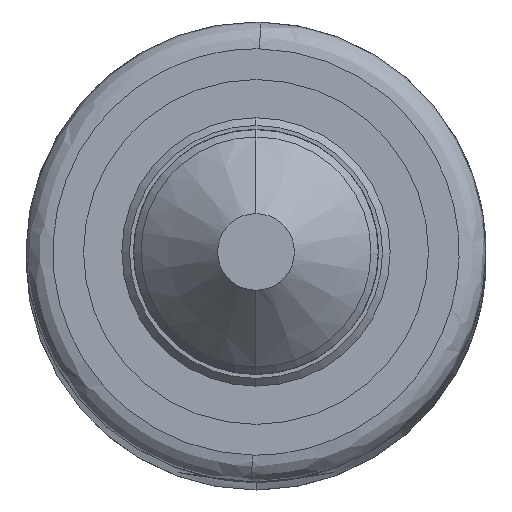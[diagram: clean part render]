
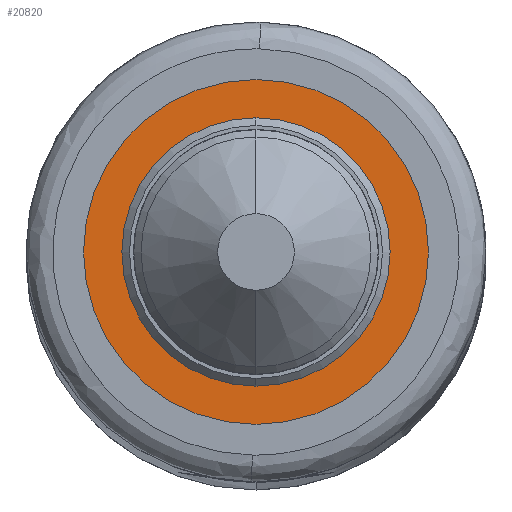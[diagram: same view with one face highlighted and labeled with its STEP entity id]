
A CAD part, left-side view. The second image highlights one B-rep face of the part: STEP entity #20820.
In plain terms, the highlighted face is planar.
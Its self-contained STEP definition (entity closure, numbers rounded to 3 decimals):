
#1828 = AXIS2_PLACEMENT_3D ( 'NONE', #23398, #27914, #14505 ) ;
#2771 = CARTESIAN_POINT ( 'NONE',  ( -14., 0., 1.75 ) ) ;
#2838 = DIRECTION ( 'NONE',  ( 1., 0., 0. ) ) ;
#3424 = FACE_BOUND ( 'NONE', #25129, .T. ) ;
#4839 = FACE_OUTER_BOUND ( 'NONE', #19089, .T. ) ;
#5552 = PLANE ( 'NONE',  #1828 ) ;
#5730 = CIRCLE ( 'NONE', #19560, 2.25 ) ;
#5899 = ORIENTED_EDGE ( 'NONE', *, *, #8344, .F. ) ;
#6161 = CARTESIAN_POINT ( 'NONE',  ( -14., 0., 0. ) ) ;
#6673 = CARTESIAN_POINT ( 'NONE',  ( -14., 0., -2.25 ) ) ;
#7354 = VERTEX_POINT ( 'NONE', #2771 ) ;
#7433 = DIRECTION ( 'NONE',  ( 1., 0., 0. ) ) ;
#8344 = EDGE_CURVE ( 'NONE', #7354, #21062, #10303, .T. ) ;
#8405 = DIRECTION ( 'NONE',  ( 0., 0., -1. ) ) ;
#9037 = AXIS2_PLACEMENT_3D ( 'NONE', #16225, #2838, #18467 ) ;
#9155 = AXIS2_PLACEMENT_3D ( 'NONE', #6161, #21769, #8405 ) ;
#9480 = DIRECTION ( 'NONE',  ( 1., 0., 0. ) ) ;
#10303 = CIRCLE ( 'NONE', #12812, 1.75 ) ;
#10595 = EDGE_CURVE ( 'NONE', #15574, #11631, #18553, .T. ) ;
#10996 = CARTESIAN_POINT ( 'NONE',  ( -14., 0., -1.75 ) ) ;
#11631 = VERTEX_POINT ( 'NONE', #6673 ) ;
#12812 = AXIS2_PLACEMENT_3D ( 'NONE', #22820, #9480, #25062 ) ;
#14505 = DIRECTION ( 'NONE',  ( 0., 0., -1. ) ) ;
#14677 = CIRCLE ( 'NONE', #9037, 1.75 ) ;
#15574 = VERTEX_POINT ( 'NONE', #27220 ) ;
#16225 = CARTESIAN_POINT ( 'NONE',  ( -14., 0., 0. ) ) ;
#18467 = DIRECTION ( 'NONE',  ( 0., 0., -1. ) ) ;
#18553 = CIRCLE ( 'NONE', #9155, 2.25 ) ;
#18633 = ORIENTED_EDGE ( 'NONE', *, *, #10595, .T. ) ;
#19089 = EDGE_LOOP ( 'NONE', ( #27503, #18633 ) ) ;
#19560 = AXIS2_PLACEMENT_3D ( 'NONE', #20801, #7433, #23049 ) ;
#20801 = CARTESIAN_POINT ( 'NONE',  ( -14., 0., 0. ) ) ;
#20820 = ADVANCED_FACE ( 'NONE', ( #4839, #3424 ), #5552, .T. ) ;
#21062 = VERTEX_POINT ( 'NONE', #10996 ) ;
#21769 = DIRECTION ( 'NONE',  ( 1., 0., 0. ) ) ;
#22820 = CARTESIAN_POINT ( 'NONE',  ( -14., 0., 0. ) ) ;
#23049 = DIRECTION ( 'NONE',  ( 0., 0., -1. ) ) ;
#23398 = CARTESIAN_POINT ( 'NONE',  ( -14., 1.75, 0. ) ) ;
#23752 = EDGE_CURVE ( 'NONE', #11631, #15574, #5730, .T. ) ;
#25062 = DIRECTION ( 'NONE',  ( 0., 0., -1. ) ) ;
#25129 = EDGE_LOOP ( 'NONE', ( #27006, #5899 ) ) ;
#27006 = ORIENTED_EDGE ( 'NONE', *, *, #27016, .F. ) ;
#27016 = EDGE_CURVE ( 'NONE', #21062, #7354, #14677, .T. ) ;
#27220 = CARTESIAN_POINT ( 'NONE',  ( -14., 0., 2.25 ) ) ;
#27503 = ORIENTED_EDGE ( 'NONE', *, *, #23752, .T. ) ;
#27914 = DIRECTION ( 'NONE',  ( 1., 0., 0. ) ) ;
